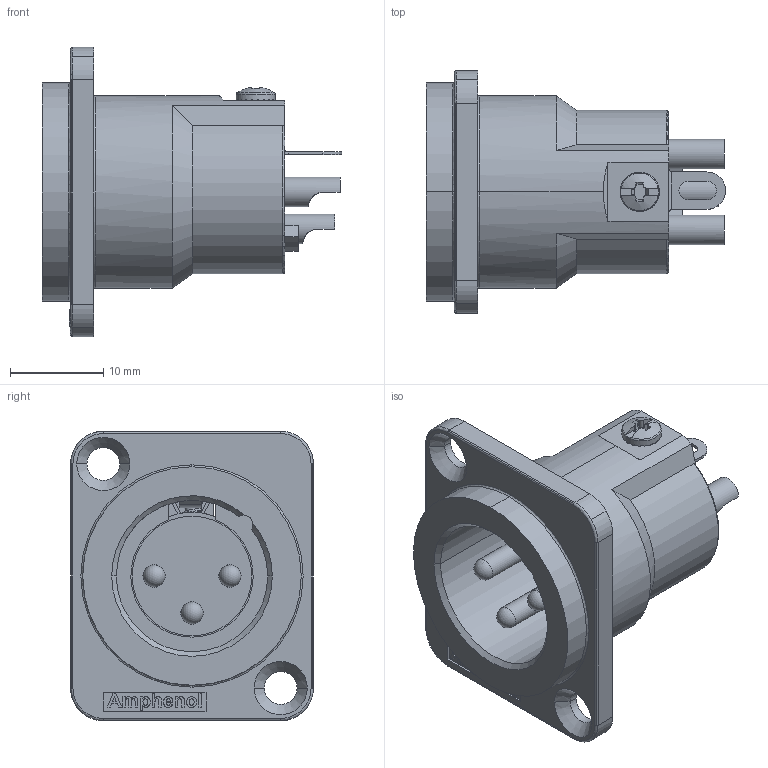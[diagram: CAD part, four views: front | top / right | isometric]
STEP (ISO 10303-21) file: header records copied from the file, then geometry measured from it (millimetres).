
FILE_DESCRIPTION((''),'2;1');
FILE_NAME('AC3MMDZ.stp','2008-03-14T15:49:06',('minh'),(''),'Autodesk Inventor 10','Autodesk Inventor 10','');
FILE_SCHEMA(('AUTOMOTIVE_DESIGN { 1 0 10303 214 1 1 1 1 }'));
Length unit declared in the file: millimetre
Products named in the file (9): AC3MDZ; AC4MDZ Shell; AC4MDZ ~~PART1; AC3MM INSERT ASSY; AC3MM INSERT ASSY ~~PART1; AC3MM INSERT ASSY ~~~PART1; AC3MM INSERT ASSY ~~~~PART1; AC3MM INSERT ASSY ~~~~~PART1; AC4MDZ AC4F 259-4015-000
Assembly tree (8 placements, depth 3):
  AC3MDZ
    AC4MDZ Shell
    AC4MDZ ~~PART1
    AC3MM INSERT ASSY
      AC3MM INSERT ASSY ~~PART1
      AC3MM INSERT ASSY ~~~PART1
      AC3MM INSERT ASSY ~~~~PART1
      AC3MM INSERT ASSY ~~~~~PART1
    AC4MDZ AC4F 259-4015-000
Bounding box: 32.05 x 26 x 31 mm (x, y, z)
Volume: 6096.9 mm3; surface area: 6830.4 mm2
Topology: 7 solids, 7 shells, 572 faces, 1544 edges, 1013 vertices
Faces by surface type: plane 294, bspline 132, cylinder 110, cone 22, torus 11, sphere 3
Full cylindrical faces by diameter (mm): 2.2 x3, 2.35 x6, 2.41 x3, 3.15 x3, 3.3 x3, 4.2 x1, 12.8 x1, 13.68 x1
Entity records: 20304 total; most frequent: CARTESIAN_POINT 6625, ORIENTED_EDGE 2974, DIRECTION 2426, EDGE_CURVE 1487, VERTEX_POINT 997, VECTOR 868, LINE 868, AXIS2_PLACEMENT_3D 779
